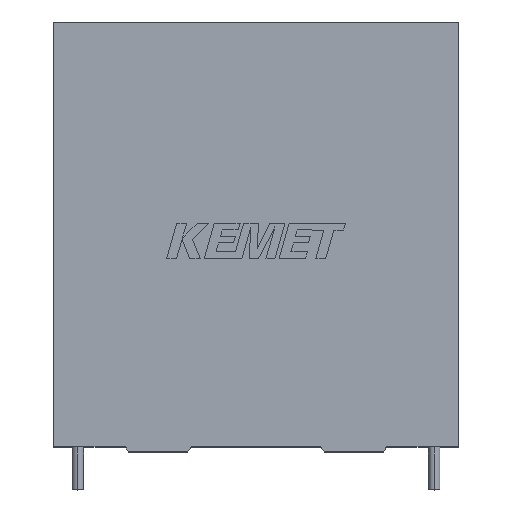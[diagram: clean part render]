
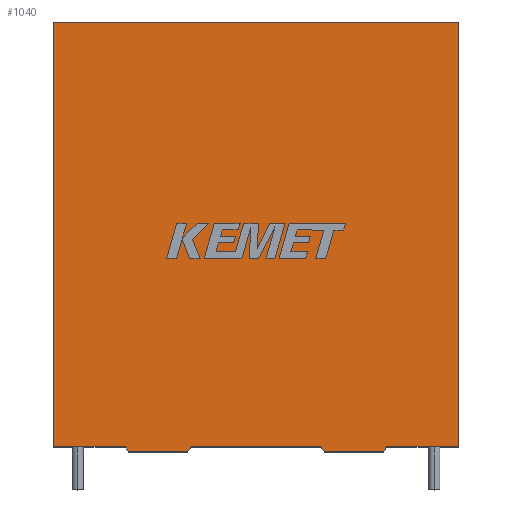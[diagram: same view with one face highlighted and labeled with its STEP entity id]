
A CAD part, top view. The second image highlights one B-rep face of the part: STEP entity #1040.
In plain terms, the highlighted planar face has unit normal (0, 0, 1).
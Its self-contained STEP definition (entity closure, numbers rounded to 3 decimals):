
#44 = ORIENTED_EDGE ( 'NONE', *, *, #512, .T. ) ;
#45 = VERTEX_POINT ( 'NONE', #1271 ) ;
#207 = LINE ( 'NONE', #1662, #1986 ) ;
#269 = ORIENTED_EDGE ( 'NONE', *, *, #1035, .T. ) ;
#300 = VERTEX_POINT ( 'NONE', #2429 ) ;
#348 = VERTEX_POINT ( 'NONE', #896 ) ;
#362 = ORIENTED_EDGE ( 'NONE', *, *, #1942, .T. ) ;
#384 = CARTESIAN_POINT ( 'NONE',  ( 14.141, -0.5, 30.4 ) ) ;
#410 = VECTOR ( 'NONE', #589, 1000. ) ;
#430 = VECTOR ( 'NONE', #661, 1000. ) ;
#496 = CARTESIAN_POINT ( 'NONE',  ( 7.9, -0.5, 30.4 ) ) ;
#512 = EDGE_CURVE ( 'NONE', #1514, #997, #1381, .T. ) ;
#589 = DIRECTION ( 'NONE',  ( 1., 0., 0. ) ) ;
#627 = VERTEX_POINT ( 'NONE', #3281 ) ;
#661 = DIRECTION ( 'NONE',  ( -1., 0., 0. ) ) ;
#742 = VERTEX_POINT ( 'NONE', #3096 ) ;
#786 = ORIENTED_EDGE ( 'NONE', *, *, #2423, .F. ) ;
#787 = CARTESIAN_POINT ( 'NONE',  ( 28.459, -0.5, 30.4 ) ) ;
#804 = VERTEX_POINT ( 'NONE', #2098 ) ;
#815 = VECTOR ( 'NONE', #1280, 1000. ) ;
#896 = CARTESIAN_POINT ( 'NONE',  ( 35.05, 0., 30.4 ) ) ;
#947 = DIRECTION ( 'NONE',  ( 0.573, -0.819, 0. ) ) ;
#949 = CARTESIAN_POINT ( 'NONE',  ( 0., 0., 30.4 ) ) ;
#992 = EDGE_CURVE ( 'NONE', #3342, #1514, #1265, .T. ) ;
#997 = VERTEX_POINT ( 'NONE', #1962 ) ;
#1008 = DIRECTION ( 'NONE',  ( -1., 0., 0. ) ) ;
#1029 = CARTESIAN_POINT ( 'NONE',  ( 42.6, 0., 30.4 ) ) ;
#1035 = EDGE_CURVE ( 'NONE', #1435, #627, #2082, .T. ) ;
#1038 = CARTESIAN_POINT ( 'NONE',  ( 42.6, 44.7, 30.4 ) ) ;
#1040 = ADVANCED_FACE ( 'NONE', ( #2929 ), #1951, .F. ) ;
#1166 = DIRECTION ( 'NONE',  ( -1., 0., 0. ) ) ;
#1170 = ORIENTED_EDGE ( 'NONE', *, *, #1901, .F. ) ;
#1181 = AXIS2_PLACEMENT_3D ( 'NONE', #1987, #3311, #1008 ) ;
#1218 = CARTESIAN_POINT ( 'NONE',  ( 34.7, -0.5, 30.4 ) ) ;
#1265 = LINE ( 'NONE', #2492, #1788 ) ;
#1271 = CARTESIAN_POINT ( 'NONE',  ( 7.55, 0., 30.4 ) ) ;
#1280 = DIRECTION ( 'NONE',  ( 0., 1., 0. ) ) ;
#1306 = VECTOR ( 'NONE', #2913, 1000. ) ;
#1309 = LINE ( 'NONE', #384, #2369 ) ;
#1371 = VECTOR ( 'NONE', #947, 1000. ) ;
#1381 = LINE ( 'NONE', #2989, #2840 ) ;
#1434 = EDGE_CURVE ( 'NONE', #997, #45, #1945, .T. ) ;
#1435 = VERTEX_POINT ( 'NONE', #2647 ) ;
#1448 = ORIENTED_EDGE ( 'NONE', *, *, #1469, .T. ) ;
#1469 = EDGE_CURVE ( 'NONE', #742, #1435, #1309, .T. ) ;
#1514 = VERTEX_POINT ( 'NONE', #2678 ) ;
#1532 = LINE ( 'NONE', #1029, #815 ) ;
#1593 = VERTEX_POINT ( 'NONE', #2995 ) ;
#1596 = EDGE_CURVE ( 'NONE', #300, #742, #3303, .T. ) ;
#1662 = CARTESIAN_POINT ( 'NONE',  ( 35.05, 0., 30.4 ) ) ;
#1686 = DIRECTION ( 'NONE',  ( 0.573, 0.819, 0. ) ) ;
#1745 = CARTESIAN_POINT ( 'NONE',  ( 34.7, -0.5, 30.4 ) ) ;
#1760 = ORIENTED_EDGE ( 'NONE', *, *, #992, .T. ) ;
#1781 = LINE ( 'NONE', #787, #1306 ) ;
#1788 = VECTOR ( 'NONE', #1166, 1000. ) ;
#1899 = DIRECTION ( 'NONE',  ( -0.573, -0.819, 0. ) ) ;
#1901 = EDGE_CURVE ( 'NONE', #2824, #1593, #3297, .T. ) ;
#1918 = CARTESIAN_POINT ( 'NONE',  ( 0., 0., 30.4 ) ) ;
#1942 = EDGE_CURVE ( 'NONE', #45, #300, #2058, .T. ) ;
#1945 = LINE ( 'NONE', #2143, #410 ) ;
#1951 = PLANE ( 'NONE',  #1181 ) ;
#1962 = CARTESIAN_POINT ( 'NONE',  ( 0., 0., 30.4 ) ) ;
#1986 = VECTOR ( 'NONE', #1899, 1000. ) ;
#1987 = CARTESIAN_POINT ( 'NONE',  ( 0., 0., 30.4 ) ) ;
#1991 = VECTOR ( 'NONE', #2756, 1000. ) ;
#2058 = LINE ( 'NONE', #2499, #1371 ) ;
#2082 = LINE ( 'NONE', #949, #1991 ) ;
#2098 = CARTESIAN_POINT ( 'NONE',  ( 42.6, 0., 30.4 ) ) ;
#2143 = CARTESIAN_POINT ( 'NONE',  ( 0., 0., 30.4 ) ) ;
#2184 = ORIENTED_EDGE ( 'NONE', *, *, #1596, .T. ) ;
#2206 = DIRECTION ( 'NONE',  ( 1., 0., 0. ) ) ;
#2297 = DIRECTION ( 'NONE',  ( 1., 0., 0. ) ) ;
#2355 = LINE ( 'NONE', #1918, #3118 ) ;
#2369 = VECTOR ( 'NONE', #1686, 1000. ) ;
#2423 = EDGE_CURVE ( 'NONE', #1593, #627, #1781, .T. ) ;
#2429 = CARTESIAN_POINT ( 'NONE',  ( 7.9, -0.5, 30.4 ) ) ;
#2492 = CARTESIAN_POINT ( 'NONE',  ( 0., 44.7, 30.4 ) ) ;
#2499 = CARTESIAN_POINT ( 'NONE',  ( 7.55, 0., 30.4 ) ) ;
#2568 = EDGE_CURVE ( 'NONE', #348, #2824, #207, .T. ) ;
#2647 = CARTESIAN_POINT ( 'NONE',  ( 14.491, 0., 30.4 ) ) ;
#2678 = CARTESIAN_POINT ( 'NONE',  ( 0., 44.7, 30.4 ) ) ;
#2688 = ORIENTED_EDGE ( 'NONE', *, *, #3292, .T. ) ;
#2741 = ORIENTED_EDGE ( 'NONE', *, *, #2568, .F. ) ;
#2756 = DIRECTION ( 'NONE',  ( 1., 0., 0. ) ) ;
#2824 = VERTEX_POINT ( 'NONE', #1745 ) ;
#2840 = VECTOR ( 'NONE', #3232, 1000. ) ;
#2892 = ORIENTED_EDGE ( 'NONE', *, *, #3245, .T. ) ;
#2913 = DIRECTION ( 'NONE',  ( -0.573, 0.819, 0. ) ) ;
#2929 = FACE_OUTER_BOUND ( 'NONE', #3138, .T. ) ;
#2989 = CARTESIAN_POINT ( 'NONE',  ( 0., 0., 30.4 ) ) ;
#2995 = CARTESIAN_POINT ( 'NONE',  ( 28.459, -0.5, 30.4 ) ) ;
#3096 = CARTESIAN_POINT ( 'NONE',  ( 14.141, -0.5, 30.4 ) ) ;
#3118 = VECTOR ( 'NONE', #2206, 1000. ) ;
#3138 = EDGE_LOOP ( 'NONE', ( #44, #3336, #362, #2184, #1448, #269, #786, #1170, #2741, #2892, #2688, #1760 ) ) ;
#3224 = VECTOR ( 'NONE', #2297, 1000. ) ;
#3232 = DIRECTION ( 'NONE',  ( 0., -1., 0. ) ) ;
#3245 = EDGE_CURVE ( 'NONE', #348, #804, #2355, .T. ) ;
#3281 = CARTESIAN_POINT ( 'NONE',  ( 28.109, 0., 30.4 ) ) ;
#3292 = EDGE_CURVE ( 'NONE', #804, #3342, #1532, .T. ) ;
#3297 = LINE ( 'NONE', #1218, #430 ) ;
#3303 = LINE ( 'NONE', #496, #3224 ) ;
#3311 = DIRECTION ( 'NONE',  ( 0., 0., -1. ) ) ;
#3336 = ORIENTED_EDGE ( 'NONE', *, *, #1434, .T. ) ;
#3342 = VERTEX_POINT ( 'NONE', #1038 ) ;
